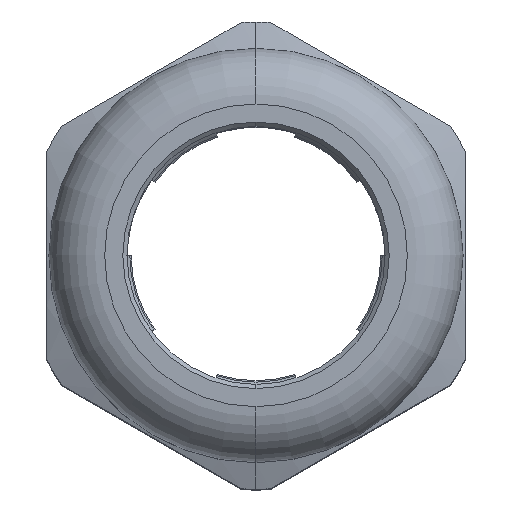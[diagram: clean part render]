
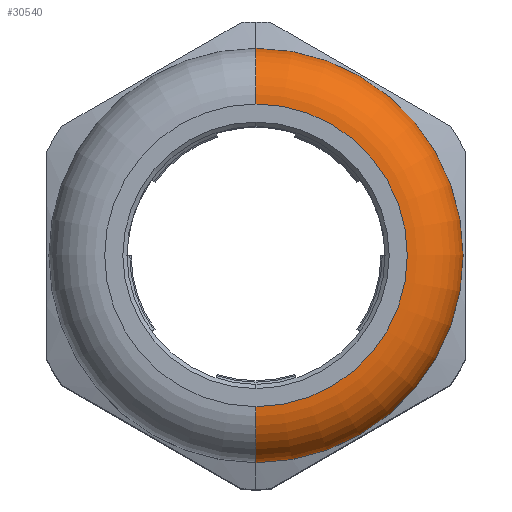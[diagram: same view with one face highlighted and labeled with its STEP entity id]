
A CAD part, top view. The second image highlights one B-rep face of the part: STEP entity #30540.
In plain terms, the highlighted toroidal (fillet/blend) face has major radius 10.85 mm and minor radius 4 mm.
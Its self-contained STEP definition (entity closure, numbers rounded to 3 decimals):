
#30070=CARTESIAN_POINT('',(-21.5,0.,0.));
#30080=DIRECTION('',(1.,0.,0.));
#30090=DIRECTION('',(0.,-1.,0.));
#30100=AXIS2_PLACEMENT_3D('',#30070,#30080,#30090);
#30110=TOROIDAL_SURFACE('',#30100,10.85,4.);
#30120=CARTESIAN_POINT('',(-21.5,0.,0.));
#30130=DIRECTION('',(1.,0.,0.));
#30140=DIRECTION('',(0.,0.,-1.));
#30150=AXIS2_PLACEMENT_3D('',#30120,#30130,#30140);
#30160=CIRCLE('',#30150,14.85);
#30170=CARTESIAN_POINT('',(-21.5,0.,14.85));
#30180=VERTEX_POINT('',#30170);
#30190=CARTESIAN_POINT('',(-21.5,-14.85,0.));
#30200=VERTEX_POINT('',#30190);
#30210=EDGE_CURVE('',#30180,#30200,#30160,.T.);
#30220=ORIENTED_EDGE('',*,*,#30210,.F.);
#30230=CARTESIAN_POINT('',(-21.5,-10.85,0.));
#30240=DIRECTION('',(0.,0.,-1.));
#30250=DIRECTION('',(-1.,0.,0.));
#30260=AXIS2_PLACEMENT_3D('',#30230,#30240,#30250);
#30270=CIRCLE('',#30260,4.);
#30280=CARTESIAN_POINT('',(-25.5,-10.85,0.));
#30290=VERTEX_POINT('',#30280);
#30300=EDGE_CURVE('',#30200,#30290,#30270,.T.);
#30310=ORIENTED_EDGE('',*,*,#30300,.F.);
#30320=CARTESIAN_POINT('',(-25.5,0.,0.));
#30330=DIRECTION('',(1.,0.,0.));
#30340=DIRECTION('',(0.,0.,-1.));
#30350=AXIS2_PLACEMENT_3D('',#30320,#30330,#30340);
#30360=CIRCLE('',#30350,10.85);
#30370=CARTESIAN_POINT('',(-25.5,10.85,0.));
#30380=VERTEX_POINT('',#30370);
#30390=EDGE_CURVE('',#30380,#30290,#30360,.T.);
#30400=ORIENTED_EDGE('',*,*,#30390,.T.);
#30410=CARTESIAN_POINT('',(-21.5,10.85,0.));
#30420=DIRECTION('',(0.,0.,1.));
#30430=DIRECTION('',(-1.,0.,0.));
#30440=AXIS2_PLACEMENT_3D('',#30410,#30420,#30430);
#30450=CIRCLE('',#30440,4.);
#30460=CARTESIAN_POINT('',(-21.5,14.85,0.));
#30470=VERTEX_POINT('',#30460);
#30480=EDGE_CURVE('',#30470,#30380,#30450,.T.);
#30490=ORIENTED_EDGE('',*,*,#30480,.T.);
#30500=EDGE_CURVE('',#30470,#30180,#30160,.T.);
#30510=ORIENTED_EDGE('',*,*,#30500,.F.);
#30520=EDGE_LOOP('',(#30510,#30490,#30400,#30310,#30220));
#30530=FACE_OUTER_BOUND('',#30520,.T.);
#30540=ADVANCED_FACE('',(#30530),#30110,.T.);
